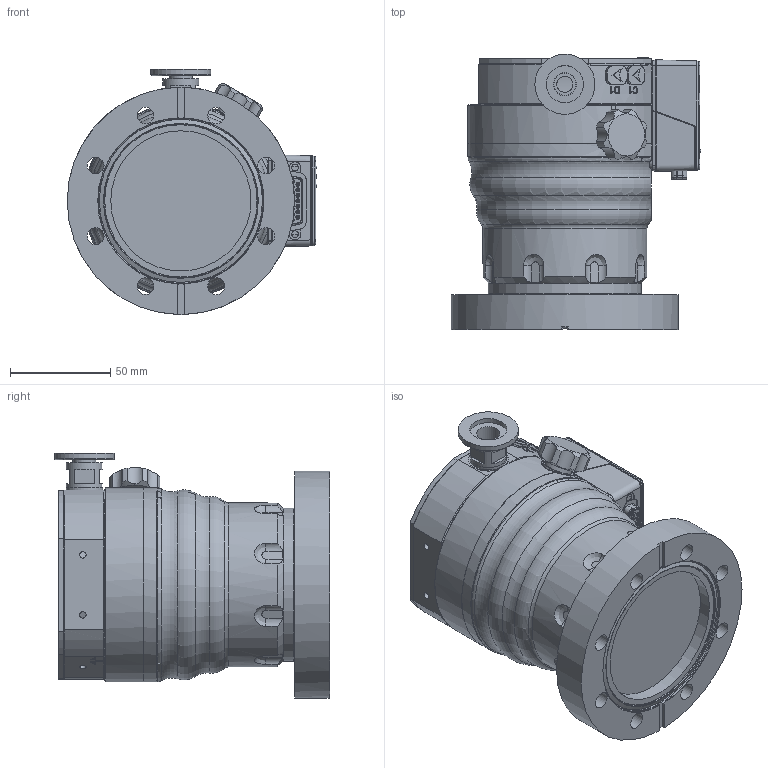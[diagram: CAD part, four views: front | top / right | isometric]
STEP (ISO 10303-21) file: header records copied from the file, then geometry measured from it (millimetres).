
FILE_DESCRIPTION(/* description */ (''),/* implementation_level */ '2;1');
FILE_NAME(/* name */ 'PM902884 2021-07-14.stp',/* time_stamp */ '2021-07-14T13:36:46+02:00',/* author */ ('Mahler'),/* organization */ (''),/* preprocessor_version */ 'ST-DEVELOPER v18.1',/* originating_system */ 'Autodesk Inventor 2021',/* authorisation */ '');
FILE_SCHEMA (('CONFIG_CONTROL_DESIGN'));
Products named in the file (1): PM 902 884
Bounding box: 124.6 x 137.4 x 122.35 mm (x, y, z)
Volume: 948757.3 mm3; surface area: 90240.5 mm2
Topology: 1 solids, 12 shells, 1690 faces, 4192 edges, 2637 vertices
Faces by surface type: cylinder 601, plane 486, bspline 208, torus 200, cone 184, sphere 11
Full cylindrical faces by diameter (mm): 0.5 x1, 1.15 x15, 1.5 x1, 1.7 x15, 3 x2, 3.242 x5, 3.4 x4, 4.134 x4, 4.5 x7, 5.3 x4, 5.5 x8, 8 x1, 8.1 x1, 8.4 x8, 8.566 x1, 10 x1, 11 x1, 11.445 x2, 13 x1, 13.5 x1, 13.8 x1, 16 x1, 16.3 x1, 18 x1, 18.2 x1, 18.5 x1, 30 x1, 70 x1, 76.5 x1, 82 x1
Entity records: 63643 total; most frequent: CARTESIAN_POINT 22289, ORIENTED_EDGE 8344, DIRECTION 8118, EDGE_CURVE 4172, AXIS2_PLACEMENT_3D 3210, VERTEX_POINT 2637, EDGE_LOOP 1865, LINE 1698
